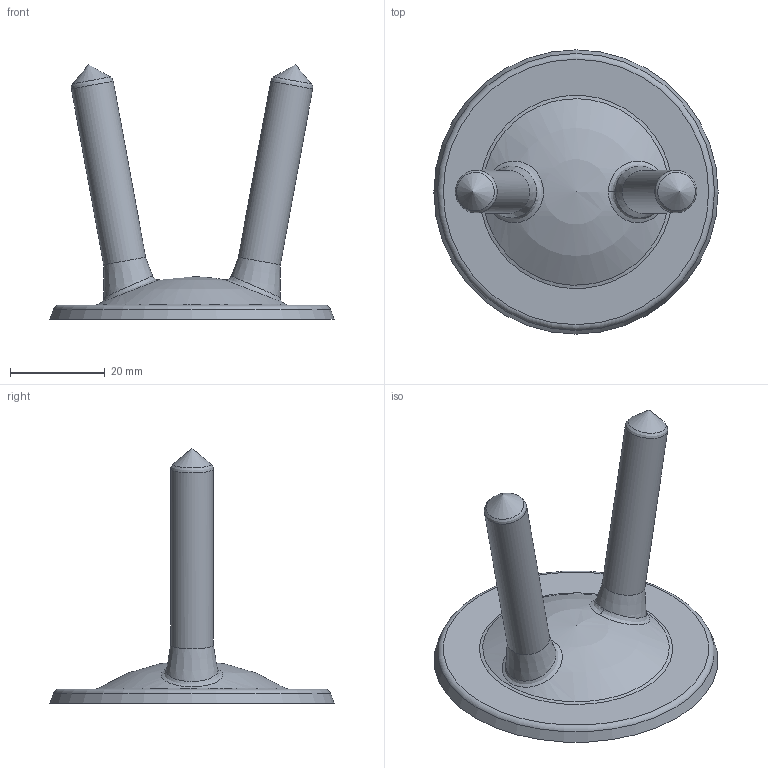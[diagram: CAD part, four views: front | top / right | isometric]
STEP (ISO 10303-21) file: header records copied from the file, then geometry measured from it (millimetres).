
FILE_DESCRIPTION(('FreeCAD Model'),'2;1');
FILE_NAME('Open CASCADE Shape Model','2023-09-17T15:40:18',(''),(''), 'Open CASCADE STEP processor 7.6','FreeCAD','Unknown');
FILE_SCHEMA(('AUTOMOTIVE_DESIGN { 1 0 10303 214 1 1 1 1 }'));
Length unit declared in the file: millimetre
Products named in the file (1): Body
Bounding box: 60 x 60 x 53.76 mm (x, y, z)
Volume: 18064.9 mm3; surface area: 8632.2 mm2
Topology: 1 solids, 1 shells, 17 faces, 36 edges, 20 vertices
Faces by surface type: bspline 6, cone 5, plane 2, cylinder 2, torus 1, sphere 1
Full cylindrical faces by diameter (mm): 9 x2
Entity records: 1858 total; most frequent: CARTESIAN_POINT 1224, DIRECTION 99, ORIENTED_EDGE 66, PCURVE 66, DEFINITIONAL_REPRESENTATION 66, LINE 57, VECTOR 57, EDGE_CURVE 33
